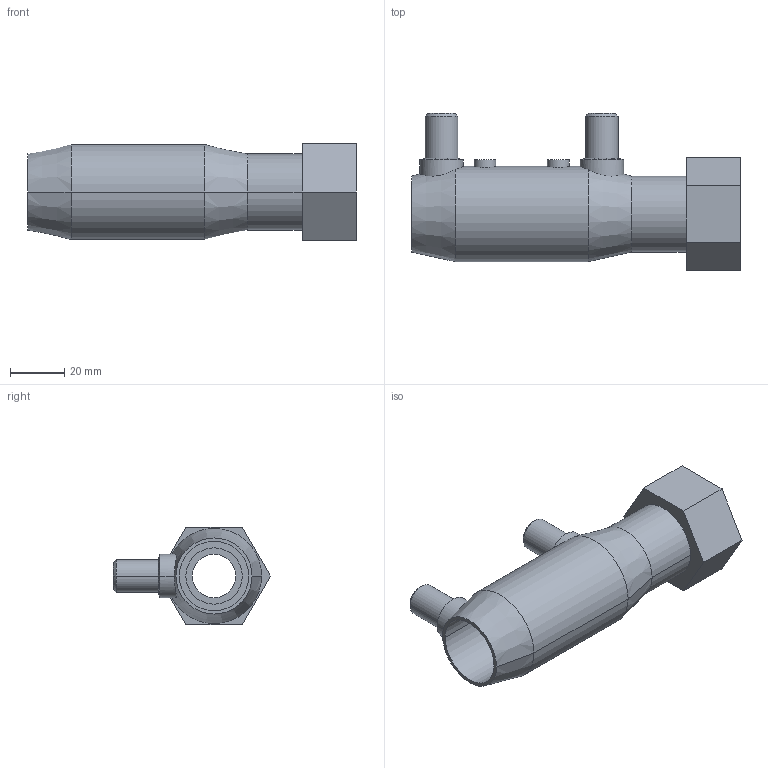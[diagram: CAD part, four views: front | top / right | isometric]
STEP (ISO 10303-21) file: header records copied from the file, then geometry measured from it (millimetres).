
FILE_DESCRIPTION( ( '' ), '1' );
FILE_NAME( 'MEFLO-A 025-R020.stp', '2015-08-31T14:14:34', ( '' ), ( '' ), ' ', ' ', ' ' );
FILE_SCHEMA( ( 'automotive_design' ) );
Length unit declared in the file: millimetre
Products named in the file (1): 1
Bounding box: 121 x 57.78 x 36 mm (x, y, z)
Volume: 64351.6 mm3; surface area: 26066.1 mm2
Topology: 1 solids, 1 shells, 72 faces, 156 edges, 94 vertices
Faces by surface type: cylinder 32, cone 20, plane 20
Entity records: 4194 total; most frequent: CARTESIAN_POINT 741, DIRECTION 358, STYLED_ITEM 323, PRESENTATION_STYLE_ASSIGNMENT 323, COLOUR_RGB 323, ORIENTED_EDGE 312, EDGE_CURVE 156, CURVE_STYLE 156
